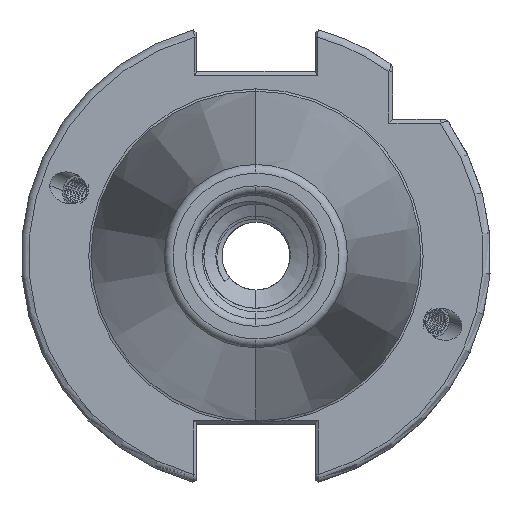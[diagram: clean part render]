
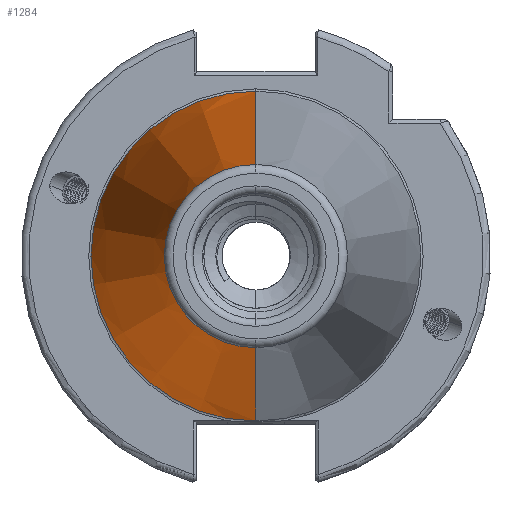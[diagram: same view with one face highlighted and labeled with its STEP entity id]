
A CAD part, left-side view. The second image highlights one B-rep face of the part: STEP entity #1284.
In plain terms, the highlighted conical face has half-angle 8.297 degrees and reference radius 22.692 mm.
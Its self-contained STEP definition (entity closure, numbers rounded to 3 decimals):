
#1284 = ADVANCED_FACE ( 'NONE', ( #25926 ), #25961, .T. ) ;
#1379 = VERTEX_POINT ( 'NONE', #6543 ) ;
#1429 = VERTEX_POINT ( 'NONE', #6588 ) ;
#1435 = VERTEX_POINT ( 'NONE', #6569 ) ;
#1447 = VERTEX_POINT ( 'NONE', #6564 ) ;
#2417 = EDGE_LOOP ( 'NONE', ( #33875, #33845, #33847, #33885 ) ) ;
#3894 = CARTESIAN_POINT ( 'NONE',  ( 0., 0., -22.692 ) ) ;
#3897 = DIRECTION ( 'NONE',  ( 0.99, 0., -0.144 ) ) ;
#3977 = CARTESIAN_POINT ( 'NONE',  ( -2.5, 0., 0. ) ) ;
#3981 = DIRECTION ( 'NONE',  ( 0., 0., -1. ) ) ;
#3989 = DIRECTION ( 'NONE',  ( 1., 0., 0. ) ) ;
#6491 = DIRECTION ( 'NONE',  ( 1., 0., 0. ) ) ;
#6496 = CARTESIAN_POINT ( 'NONE',  ( 0., 0., 0. ) ) ;
#6507 = DIRECTION ( 'NONE',  ( 0., 0., -1. ) ) ;
#6543 = CARTESIAN_POINT ( 'NONE',  ( -2.5, 0., 22.327 ) ) ;
#6564 = CARTESIAN_POINT ( 'NONE',  ( -70.573, 0., 12.4 ) ) ;
#6569 = CARTESIAN_POINT ( 'NONE',  ( -2.5, 0., -22.327 ) ) ;
#6588 = CARTESIAN_POINT ( 'NONE',  ( -70.573, 0., -12.4 ) ) ;
#12581 = AXIS2_PLACEMENT_3D ( 'NONE', #29093, #29123, #29125 ) ;
#12591 = AXIS2_PLACEMENT_3D ( 'NONE', #3977, #3989, #3981 ) ;
#16358 = VECTOR ( 'NONE', #3897, 1000. ) ;
#16363 = CIRCLE ( 'NONE', #12591, 22.327 ) ;
#16403 = LINE ( 'NONE', #3894, #16358 ) ;
#16824 = CIRCLE ( 'NONE', #12581, 12.4 ) ;
#16844 = VECTOR ( 'NONE', #29288, 1000. ) ;
#16848 = LINE ( 'NONE', #29287, #16844 ) ;
#25926 = FACE_OUTER_BOUND ( 'NONE', #2417, .T. ) ;
#25961 = CONICAL_SURFACE ( 'NONE', #33240, 22.692, 0.145 ) ;
#29093 = CARTESIAN_POINT ( 'NONE',  ( -70.573, 0., 0. ) ) ;
#29123 = DIRECTION ( 'NONE',  ( 1., 0., 0. ) ) ;
#29125 = DIRECTION ( 'NONE',  ( 0., 0., 1. ) ) ;
#29287 = CARTESIAN_POINT ( 'NONE',  ( 0., 0., 22.692 ) ) ;
#29288 = DIRECTION ( 'NONE',  ( 0.99, 0., 0.144 ) ) ;
#31853 = EDGE_CURVE ( 'NONE', #1429, #1447, #16824, .T. ) ;
#31899 = EDGE_CURVE ( 'NONE', #1447, #1379, #16848, .T. ) ;
#31959 = EDGE_CURVE ( 'NONE', #1429, #1435, #16403, .T. ) ;
#31966 = EDGE_CURVE ( 'NONE', #1435, #1379, #16363, .T. ) ;
#33240 = AXIS2_PLACEMENT_3D ( 'NONE', #6496, #6491, #6507 ) ;
#33845 = ORIENTED_EDGE ( 'NONE', *, *, #31899, .T. ) ;
#33847 = ORIENTED_EDGE ( 'NONE', *, *, #31966, .F. ) ;
#33875 = ORIENTED_EDGE ( 'NONE', *, *, #31853, .T. ) ;
#33885 = ORIENTED_EDGE ( 'NONE', *, *, #31959, .F. ) ;
